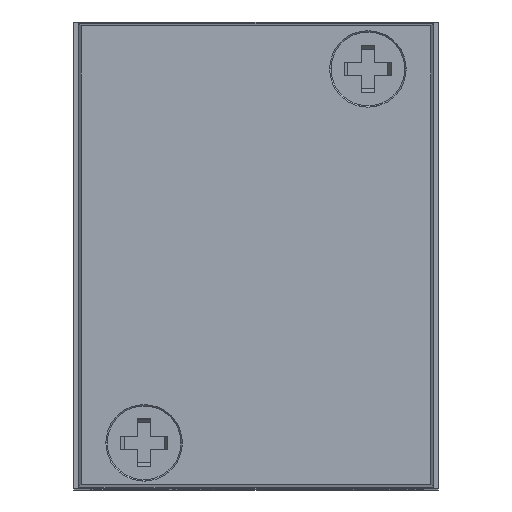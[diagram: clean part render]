
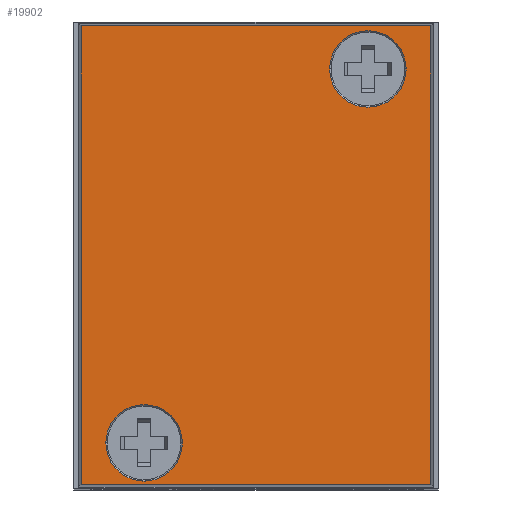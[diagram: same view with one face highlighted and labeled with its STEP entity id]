
A CAD part, top view. The second image highlights one B-rep face of the part: STEP entity #19902.
In plain terms, the highlighted planar face has unit normal (0, 0, 1).
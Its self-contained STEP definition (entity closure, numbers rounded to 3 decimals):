
#6287 = CARTESIAN_POINT ( 'NONE',  ( -12.8, 16.8, 0. ) ) ;
#6303 = CARTESIAN_POINT ( 'NONE',  ( 12.8, 16.8, 0. ) ) ;
#6311 = CARTESIAN_POINT ( 'NONE',  ( -11., -13.75, 0. ) ) ;
#6366 = CARTESIAN_POINT ( 'NONE',  ( 12.8, -16.8, 0. ) ) ;
#6405 = CARTESIAN_POINT ( 'NONE',  ( 11., 13.65, 0. ) ) ;
#6471 = CARTESIAN_POINT ( 'NONE',  ( -5.4, -13.75, 0. ) ) ;
#10244 = EDGE_CURVE ( 'NONE', #20367, #20527, #22012, .T. ) ;
#10247 = EDGE_CURVE ( 'NONE', #18118, #20461, #22017, .T. ) ;
#13863 = ORIENTED_EDGE ( 'NONE', *, *, #14698, .F. ) ;
#13865 = ORIENTED_EDGE ( 'NONE', *, *, #10247, .F. ) ;
#13867 = ORIENTED_EDGE ( 'NONE', *, *, #14699, .F. ) ;
#13869 = ORIENTED_EDGE ( 'NONE', *, *, #10244, .F. ) ;
#13871 = ORIENTED_EDGE ( 'NONE', *, *, #14700, .T. ) ;
#13873 = ORIENTED_EDGE ( 'NONE', *, *, #14701, .T. ) ;
#13875 = ORIENTED_EDGE ( 'NONE', *, *, #14702, .T. ) ;
#13877 = ORIENTED_EDGE ( 'NONE', *, *, #14703, .T. ) ;
#14510 = EDGE_LOOP ( 'NONE', ( #13863, #13865 ) ) ;
#14511 = EDGE_LOOP ( 'NONE', ( #13867, #13869 ) ) ;
#14512 = EDGE_LOOP ( 'NONE', ( #13871, #13873, #13875, #13877 ) ) ;
#14698 = EDGE_CURVE ( 'NONE', #20461, #18118, #41357, .T. ) ;
#14699 = EDGE_CURVE ( 'NONE', #20527, #20367, #41361, .T. ) ;
#14700 = EDGE_CURVE ( 'NONE', #20359, #20343, #41358, .T. ) ;
#14701 = EDGE_CURVE ( 'NONE', #20343, #18132, #41365, .T. ) ;
#14702 = EDGE_CURVE ( 'NONE', #18132, #20422, #41368, .T. ) ;
#14703 = EDGE_CURVE ( 'NONE', #20422, #20359, #41373, .T. ) ;
#18118 = VERTEX_POINT ( 'NONE', #35713 ) ;
#18132 = VERTEX_POINT ( 'NONE', #35727 ) ;
#19902 = ADVANCED_FACE ( 'NONE', ( #37686, #37687, #37688 ), #40032, .T. ) ;
#20343 = VERTEX_POINT ( 'NONE', #6287 ) ;
#20359 = VERTEX_POINT ( 'NONE', #6303 ) ;
#20367 = VERTEX_POINT ( 'NONE', #6311 ) ;
#20422 = VERTEX_POINT ( 'NONE', #6366 ) ;
#20461 = VERTEX_POINT ( 'NONE', #6405 ) ;
#20527 = VERTEX_POINT ( 'NONE', #6471 ) ;
#20559 = CARTESIAN_POINT ( 'NONE',  ( -8.2, -13.75, 0. ) ) ;
#20560 = DIRECTION ( 'NONE',  ( 0., 0., 1. ) ) ;
#20561 = DIRECTION ( 'NONE',  ( 1., 0., 0. ) ) ;
#20566 = CARTESIAN_POINT ( 'NONE',  ( 8.2, 13.65, 0. ) ) ;
#20567 = DIRECTION ( 'NONE',  ( 0., 0., 1. ) ) ;
#20568 = DIRECTION ( 'NONE',  ( 1., 0., 0. ) ) ;
#22012 = CIRCLE ( 'NONE', #26014, 2.8 ) ;
#22017 = CIRCLE ( 'NONE', #26016, 2.8 ) ;
#26014 = AXIS2_PLACEMENT_3D ( 'NONE', #20559, #20560, #20561 ) ;
#26016 = AXIS2_PLACEMENT_3D ( 'NONE', #20566, #20567, #20568 ) ;
#26624 = AXIS2_PLACEMENT_3D ( 'NONE', #40427, #40429, #40431 ) ;
#26626 = AXIS2_PLACEMENT_3D ( 'NONE', #40434, #40436, #40438 ) ;
#30305 = AXIS2_PLACEMENT_3D ( 'NONE', #40034, #40036, #40038 ) ;
#35713 = CARTESIAN_POINT ( 'NONE',  ( 5.4, 13.65, 0. ) ) ;
#35727 = CARTESIAN_POINT ( 'NONE',  ( -12.8, -16.8, 0. ) ) ;
#37686 = FACE_BOUND ( 'NONE', #14510, .T. ) ;
#37687 = FACE_BOUND ( 'NONE', #14511, .T. ) ;
#37688 = FACE_OUTER_BOUND ( 'NONE', #14512, .T. ) ;
#40032 = PLANE ( 'NONE',  #30305 ) ;
#40034 = CARTESIAN_POINT ( 'NONE',  ( -12.8, 16.8, 0. ) ) ;
#40036 = DIRECTION ( 'NONE',  ( 0., 0., 1. ) ) ;
#40038 = DIRECTION ( 'NONE',  ( 1., 0., 0. ) ) ;
#40427 = CARTESIAN_POINT ( 'NONE',  ( 8.2, 13.65, 0. ) ) ;
#40429 = DIRECTION ( 'NONE',  ( 0., 0., 1. ) ) ;
#40431 = DIRECTION ( 'NONE',  ( 1., 0., 0. ) ) ;
#40434 = CARTESIAN_POINT ( 'NONE',  ( -8.2, -13.75, 0. ) ) ;
#40436 = DIRECTION ( 'NONE',  ( 0., 0., 1. ) ) ;
#40438 = DIRECTION ( 'NONE',  ( 1., 0., 0. ) ) ;
#40441 = CARTESIAN_POINT ( 'NONE',  ( 12.8, 16.8, 0. ) ) ;
#40443 = DIRECTION ( 'NONE',  ( -1., 0., 0. ) ) ;
#40446 = CARTESIAN_POINT ( 'NONE',  ( -12.8, 16.8, 0. ) ) ;
#40448 = DIRECTION ( 'NONE',  ( 0., -1., 0. ) ) ;
#40451 = CARTESIAN_POINT ( 'NONE',  ( 12.8, -16.8, 0. ) ) ;
#40453 = DIRECTION ( 'NONE',  ( 1., 0., 0. ) ) ;
#40455 = CARTESIAN_POINT ( 'NONE',  ( 12.8, 16.8, 0. ) ) ;
#40457 = DIRECTION ( 'NONE',  ( 0., 1., 0. ) ) ;
#41357 = CIRCLE ( 'NONE', #26624, 2.8 ) ;
#41358 = LINE ( 'NONE', #40441, #41363 ) ;
#41361 = CIRCLE ( 'NONE', #26626, 2.8 ) ;
#41363 = VECTOR ( 'NONE', #40443, 1000. ) ;
#41365 = LINE ( 'NONE', #40446, #41366 ) ;
#41366 = VECTOR ( 'NONE', #40448, 1000. ) ;
#41368 = LINE ( 'NONE', #40451, #41371 ) ;
#41371 = VECTOR ( 'NONE', #40453, 1000. ) ;
#41373 = LINE ( 'NONE', #40455, #41374 ) ;
#41374 = VECTOR ( 'NONE', #40457, 1000. ) ;
